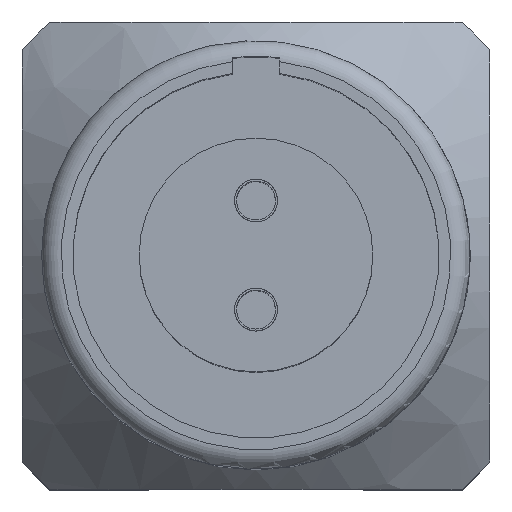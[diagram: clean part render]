
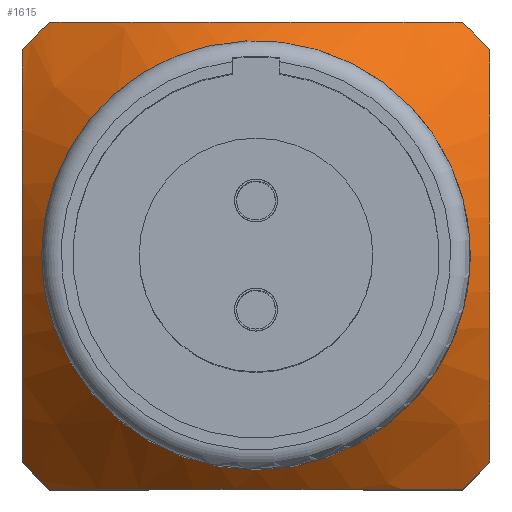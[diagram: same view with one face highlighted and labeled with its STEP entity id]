
A CAD part, top view. The second image highlights one B-rep face of the part: STEP entity #1615.
In plain terms, the highlighted conical face has half-angle 45 degrees and reference radius 1 mm.
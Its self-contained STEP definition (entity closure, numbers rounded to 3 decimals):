
#322=FACE_BOUND('',#545,.T.);
#381=(
BOUNDED_CURVE()
B_SPLINE_CURVE(2,(#2610,#2611,#2612),.UNSPECIFIED.,.F.,.F.)
B_SPLINE_CURVE_WITH_KNOTS((3,3),(0.566,1.131),
 .UNSPECIFIED.)
CURVE()
GEOMETRIC_REPRESENTATION_ITEM()
RATIONAL_B_SPLINE_CURVE((1.167,1.167,1.))
REPRESENTATION_ITEM('')
);
#382=(
BOUNDED_CURVE()
B_SPLINE_CURVE(2,(#2616,#2617,#2618),.UNSPECIFIED.,.F.,.F.)
B_SPLINE_CURVE_WITH_KNOTS((3,3),(0.,1.131),.UNSPECIFIED.)
CURVE()
GEOMETRIC_REPRESENTATION_ITEM()
RATIONAL_B_SPLINE_CURVE((1.,1.333,1.))
REPRESENTATION_ITEM('')
);
#383=(
BOUNDED_CURVE()
B_SPLINE_CURVE(2,(#2622,#2623,#2624),.UNSPECIFIED.,.F.,.F.)
B_SPLINE_CURVE_WITH_KNOTS((3,3),(0.,0.566),.UNSPECIFIED.)
CURVE()
GEOMETRIC_REPRESENTATION_ITEM()
RATIONAL_B_SPLINE_CURVE((1.,1.167,1.167))
REPRESENTATION_ITEM('')
);
#384=(
BOUNDED_CURVE()
B_SPLINE_CURVE(2,(#2626,#2627,#2628),.UNSPECIFIED.,.F.,.F.)
B_SPLINE_CURVE_WITH_KNOTS((3,3),(0.566,1.131),
 .UNSPECIFIED.)
CURVE()
GEOMETRIC_REPRESENTATION_ITEM()
RATIONAL_B_SPLINE_CURVE((1.167,1.167,1.))
REPRESENTATION_ITEM('')
);
#385=(
BOUNDED_CURVE()
B_SPLINE_CURVE(2,(#2632,#2633,#2634),.UNSPECIFIED.,.F.,.F.)
B_SPLINE_CURVE_WITH_KNOTS((3,3),(0.,1.131),.UNSPECIFIED.)
CURVE()
GEOMETRIC_REPRESENTATION_ITEM()
RATIONAL_B_SPLINE_CURVE((1.,1.333,1.))
REPRESENTATION_ITEM('')
);
#386=(
BOUNDED_CURVE()
B_SPLINE_CURVE(2,(#2637,#2638,#2639),.UNSPECIFIED.,.F.,.F.)
B_SPLINE_CURVE_WITH_KNOTS((3,3),(0.,0.566),.UNSPECIFIED.)
CURVE()
GEOMETRIC_REPRESENTATION_ITEM()
RATIONAL_B_SPLINE_CURVE((1.,1.167,1.167))
REPRESENTATION_ITEM('')
);
#418=FACE_OUTER_BOUND('',#544,.T.);
#544=EDGE_LOOP('',(#1244,#1245,#1246,#1247,#1248,#1249,#1250,#1251,#1252,
#1253));
#545=EDGE_LOOP('',(#1254));
#719=CIRCLE('',#1774,8.);
#720=CIRCLE('',#1775,8.);
#721=CIRCLE('',#1776,8.);
#722=CIRCLE('',#1777,8.);
#723=CIRCLE('',#1778,5.5);
#827=VERTEX_POINT('',#2608);
#828=VERTEX_POINT('',#2609);
#829=VERTEX_POINT('',#2613);
#830=VERTEX_POINT('',#2615);
#831=VERTEX_POINT('',#2619);
#832=VERTEX_POINT('',#2621);
#833=VERTEX_POINT('',#2625);
#834=VERTEX_POINT('',#2629);
#835=VERTEX_POINT('',#2631);
#836=VERTEX_POINT('',#2635);
#837=VERTEX_POINT('',#2640);
#998=EDGE_CURVE('',#827,#828,#381,.T.);
#999=EDGE_CURVE('',#828,#829,#719,.T.);
#1000=EDGE_CURVE('',#829,#830,#382,.T.);
#1001=EDGE_CURVE('',#830,#831,#720,.T.);
#1002=EDGE_CURVE('',#831,#832,#383,.T.);
#1003=EDGE_CURVE('',#832,#833,#384,.T.);
#1004=EDGE_CURVE('',#833,#834,#721,.T.);
#1005=EDGE_CURVE('',#834,#835,#385,.T.);
#1006=EDGE_CURVE('',#835,#836,#722,.T.);
#1007=EDGE_CURVE('',#836,#827,#386,.T.);
#1008=EDGE_CURVE('',#837,#837,#723,.T.);
#1244=ORIENTED_EDGE('',*,*,#998,.T.);
#1245=ORIENTED_EDGE('',*,*,#999,.T.);
#1246=ORIENTED_EDGE('',*,*,#1000,.T.);
#1247=ORIENTED_EDGE('',*,*,#1001,.T.);
#1248=ORIENTED_EDGE('',*,*,#1002,.T.);
#1249=ORIENTED_EDGE('',*,*,#1003,.T.);
#1250=ORIENTED_EDGE('',*,*,#1004,.T.);
#1251=ORIENTED_EDGE('',*,*,#1005,.T.);
#1252=ORIENTED_EDGE('',*,*,#1006,.T.);
#1253=ORIENTED_EDGE('',*,*,#1007,.T.);
#1254=ORIENTED_EDGE('',*,*,#1008,.F.);
#1589=CONICAL_SURFACE('',#1773,1.,0.785);
#1615=ADVANCED_FACE('',(#418,#322),#1589,.T.);
#1773=AXIS2_PLACEMENT_3D('',#2607,#2064,#2065);
#1774=AXIS2_PLACEMENT_3D('',#2614,#2066,#2067);
#1775=AXIS2_PLACEMENT_3D('',#2620,#2068,#2069);
#1776=AXIS2_PLACEMENT_3D('',#2630,#2070,#2071);
#1777=AXIS2_PLACEMENT_3D('',#2636,#2072,#2073);
#1778=AXIS2_PLACEMENT_3D('',#2641,#2074,#2075);
#2064=DIRECTION('center_axis',(0.,0.,-1.));
#2065=DIRECTION('ref_axis',(1.,0.,0.));
#2066=DIRECTION('center_axis',(0.,0.,1.));
#2067=DIRECTION('ref_axis',(1.,0.,0.));
#2068=DIRECTION('center_axis',(0.,0.,1.));
#2069=DIRECTION('ref_axis',(1.,0.,0.));
#2070=DIRECTION('center_axis',(0.,0.,1.));
#2071=DIRECTION('ref_axis',(1.,0.,0.));
#2072=DIRECTION('center_axis',(0.,0.,1.));
#2073=DIRECTION('ref_axis',(1.,0.,0.));
#2074=DIRECTION('center_axis',(0.,0.,1.));
#2075=DIRECTION('ref_axis',(1.,0.,0.));
#2607=CARTESIAN_POINT('Origin',(0.,0.,12.5));
#2608=CARTESIAN_POINT('',(-6.,0.,7.5));
#2609=CARTESIAN_POINT('',(-6.,-5.292,5.5));
#2610=CARTESIAN_POINT('Ctrl Pts',(-6.,0.,7.5));
#2611=CARTESIAN_POINT('Ctrl Pts',(-6.,-2.268,7.5));
#2612=CARTESIAN_POINT('Ctrl Pts',(-6.,-5.292,5.5));
#2613=CARTESIAN_POINT('',(-5.292,-6.,5.5));
#2614=CARTESIAN_POINT('Origin',(0.,0.,5.5));
#2615=CARTESIAN_POINT('',(5.292,-6.,5.5));
#2616=CARTESIAN_POINT('Ctrl Pts',(-5.292,-6.,5.5));
#2617=CARTESIAN_POINT('Ctrl Pts',(0.,-6.,9.));
#2618=CARTESIAN_POINT('Ctrl Pts',(5.292,-6.,5.5));
#2619=CARTESIAN_POINT('',(6.,-5.292,5.5));
#2620=CARTESIAN_POINT('Origin',(0.,0.,5.5));
#2621=CARTESIAN_POINT('',(6.,0.,7.5));
#2622=CARTESIAN_POINT('Ctrl Pts',(6.,-5.292,5.5));
#2623=CARTESIAN_POINT('Ctrl Pts',(6.,-2.268,7.5));
#2624=CARTESIAN_POINT('Ctrl Pts',(6.,0.,7.5));
#2625=CARTESIAN_POINT('',(6.,5.292,5.5));
#2626=CARTESIAN_POINT('Ctrl Pts',(6.,0.,7.5));
#2627=CARTESIAN_POINT('Ctrl Pts',(6.,2.268,7.5));
#2628=CARTESIAN_POINT('Ctrl Pts',(6.,5.292,5.5));
#2629=CARTESIAN_POINT('',(5.292,6.,5.5));
#2630=CARTESIAN_POINT('Origin',(0.,0.,5.5));
#2631=CARTESIAN_POINT('',(-5.292,6.,5.5));
#2632=CARTESIAN_POINT('Ctrl Pts',(5.292,6.,5.5));
#2633=CARTESIAN_POINT('Ctrl Pts',(0.,6.,9.));
#2634=CARTESIAN_POINT('Ctrl Pts',(-5.292,6.,5.5));
#2635=CARTESIAN_POINT('',(-6.,5.292,5.5));
#2636=CARTESIAN_POINT('Origin',(0.,0.,5.5));
#2637=CARTESIAN_POINT('Ctrl Pts',(-6.,5.292,5.5));
#2638=CARTESIAN_POINT('Ctrl Pts',(-6.,2.268,7.5));
#2639=CARTESIAN_POINT('Ctrl Pts',(-6.,0.,7.5));
#2640=CARTESIAN_POINT('',(-5.5,0.,8.));
#2641=CARTESIAN_POINT('Origin',(0.,0.,8.));
